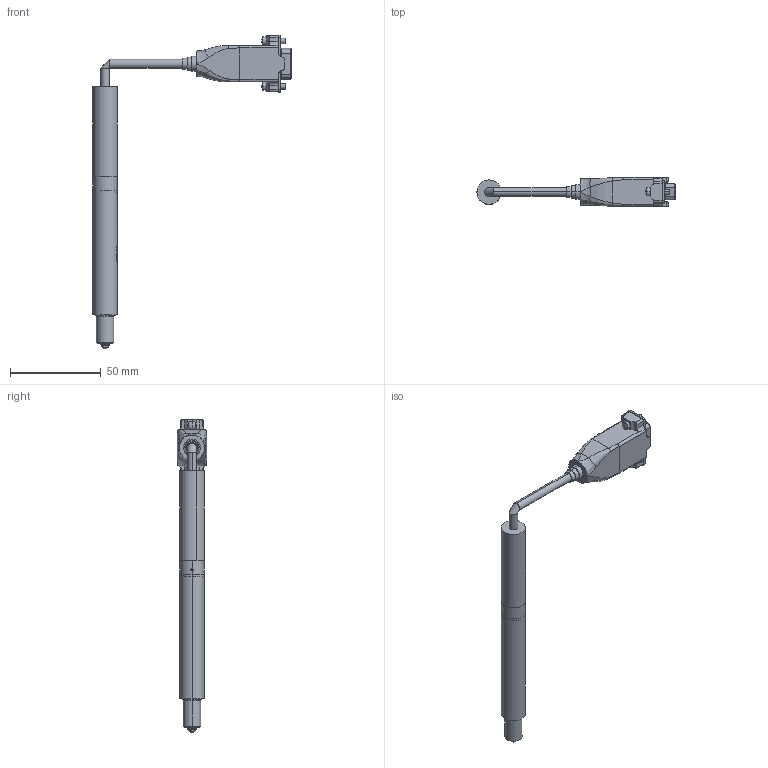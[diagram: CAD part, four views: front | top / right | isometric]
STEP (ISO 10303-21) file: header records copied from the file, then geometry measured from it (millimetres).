
FILE_DESCRIPTION (( 'STEP AP214' ), '1' );
FILE_NAME ('16355-E0W.STEP', '2009-02-23T20:40:12', ( 'Admin' ), ( 'Thorlabs, Inc.' ), 'SwSTEP 2.0', 'SolidWorks 2007', '' );
FILE_SCHEMA (( 'AUTOMOTIVE_DESIGN' ));
Length unit declared in the file: inch
Products named in the file (1): 16355-E0W
Bounding box: 109 x 16 x 172.39 mm (x, y, z)
Volume: 23437.3 mm3; surface area: 26161.3 mm2
Topology: 7 solids, 8 shells, 649 faces, 1772 edges, 1155 vertices
Faces by surface type: cylinder 307, plane 230, sphere 36, torus 31, bspline 31, cone 14
Entity records: 32609 total; most frequent: CARTESIAN_POINT 7942, DIRECTION 3414, ORIENTED_EDGE 3392, EDGE_CURVE 1696, AXIS2_PLACEMENT_3D 1336, VERTEX_POINT 1125, EDGE_LOOP 743, VECTOR 742
